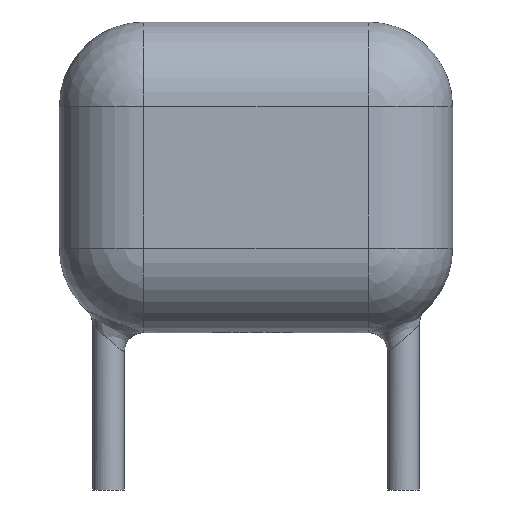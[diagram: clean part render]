
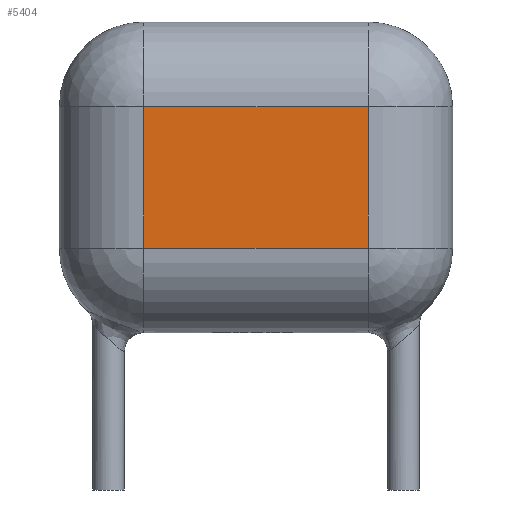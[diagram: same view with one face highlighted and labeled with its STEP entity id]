
A CAD part, front view. The second image highlights one B-rep face of the part: STEP entity #5404.
In plain terms, the highlighted planar face has unit normal (0, -1, 0).
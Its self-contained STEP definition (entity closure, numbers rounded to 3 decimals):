
#928 = CARTESIAN_POINT ( 'NONE',  ( -5., -2.15, 5.75 ) ) ;
#1597 = CARTESIAN_POINT ( 'NONE',  ( -2.85, -2.15, 2.15 ) ) ;
#1606 = EDGE_LOOP ( 'NONE', ( #5557, #11920, #10084, #5900 ) ) ;
#1780 = LINE ( 'NONE', #3033, #14476 ) ;
#2137 = CARTESIAN_POINT ( 'NONE',  ( 2.85, -2.15, 2.15 ) ) ;
#2172 = FACE_OUTER_BOUND ( 'NONE', #1606, .T. ) ;
#2268 = VERTEX_POINT ( 'NONE', #2137 ) ;
#3020 = VERTEX_POINT ( 'NONE', #1597 ) ;
#3033 = CARTESIAN_POINT ( 'NONE',  ( -2.85, -2.15, 7.9 ) ) ;
#3219 = DIRECTION ( 'NONE',  ( 1., 0., 0. ) ) ;
#3369 = LINE ( 'NONE', #12413, #14447 ) ;
#4633 = CARTESIAN_POINT ( 'NONE',  ( -5., -2.15, 7.9 ) ) ;
#5404 = ADVANCED_FACE ( 'NONE', ( #2172 ), #5901, .F. ) ;
#5557 = ORIENTED_EDGE ( 'NONE', *, *, #9352, .T. ) ;
#5900 = ORIENTED_EDGE ( 'NONE', *, *, #15765, .T. ) ;
#5901 = PLANE ( 'NONE',  #7455 ) ;
#5948 = CARTESIAN_POINT ( 'NONE',  ( 5., -2.15, 2.15 ) ) ;
#7253 = VECTOR ( 'NONE', #3219, 1000. ) ;
#7334 = DIRECTION ( 'NONE',  ( 0., 0., 1. ) ) ;
#7455 = AXIS2_PLACEMENT_3D ( 'NONE', #4633, #8606, #7334 ) ;
#8126 = VERTEX_POINT ( 'NONE', #12356 ) ;
#8606 = DIRECTION ( 'NONE',  ( 0., 1., 0. ) ) ;
#9352 = EDGE_CURVE ( 'NONE', #8126, #11387, #16415, .T. ) ;
#9686 = LINE ( 'NONE', #5948, #7253 ) ;
#10084 = ORIENTED_EDGE ( 'NONE', *, *, #14604, .T. ) ;
#10216 = EDGE_CURVE ( 'NONE', #11387, #3020, #1780, .T. ) ;
#10845 = DIRECTION ( 'NONE',  ( 0., 0., -1. ) ) ;
#11387 = VERTEX_POINT ( 'NONE', #12067 ) ;
#11920 = ORIENTED_EDGE ( 'NONE', *, *, #10216, .T. ) ;
#12067 = CARTESIAN_POINT ( 'NONE',  ( -2.85, -2.15, 5.75 ) ) ;
#12356 = CARTESIAN_POINT ( 'NONE',  ( 2.85, -2.15, 5.75 ) ) ;
#12413 = CARTESIAN_POINT ( 'NONE',  ( 2.85, -2.15, 7.9 ) ) ;
#12515 = DIRECTION ( 'NONE',  ( -1., 0., 0. ) ) ;
#14169 = VECTOR ( 'NONE', #12515, 1000. ) ;
#14447 = VECTOR ( 'NONE', #14792, 1000. ) ;
#14476 = VECTOR ( 'NONE', #10845, 1000. ) ;
#14604 = EDGE_CURVE ( 'NONE', #3020, #2268, #9686, .T. ) ;
#14792 = DIRECTION ( 'NONE',  ( 0., 0., 1. ) ) ;
#15765 = EDGE_CURVE ( 'NONE', #2268, #8126, #3369, .T. ) ;
#16415 = LINE ( 'NONE', #928, #14169 ) ;
